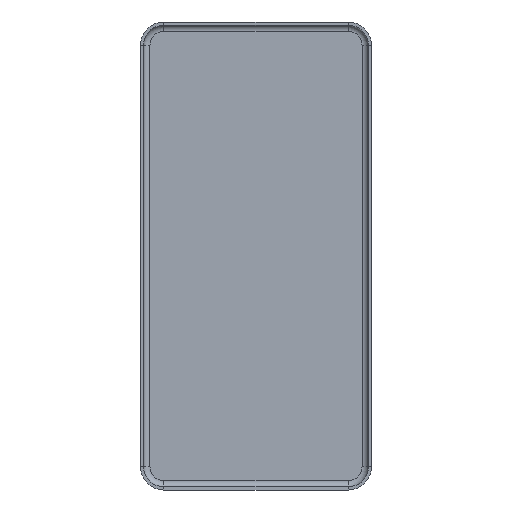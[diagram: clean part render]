
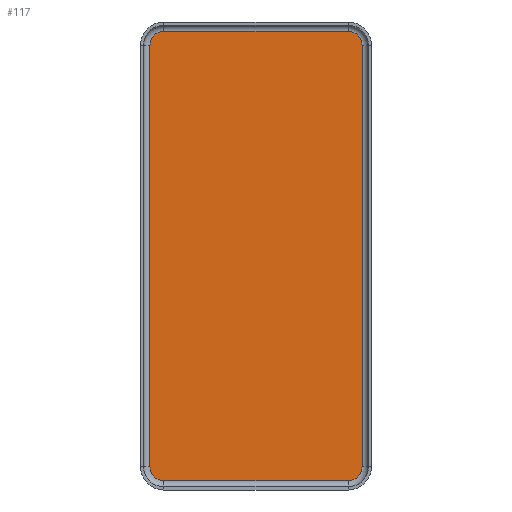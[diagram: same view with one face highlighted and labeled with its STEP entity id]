
A CAD part, front view. The second image highlights one B-rep face of the part: STEP entity #117.
In plain terms, the highlighted planar face has unit normal (0, -1, 0).
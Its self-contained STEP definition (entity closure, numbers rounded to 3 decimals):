
#5 = LINE ( 'NONE', #374, #996 ) ;
#15 = AXIS2_PLACEMENT_3D ( 'NONE', #356, #170, #436 ) ;
#30 = ORIENTED_EDGE ( 'NONE', *, *, #749, .F. ) ;
#46 = EDGE_CURVE ( 'NONE', #1056, #230, #152, .T. ) ;
#54 = CARTESIAN_POINT ( 'NONE',  ( -5.9, -0.2, 14.4 ) ) ;
#61 = DIRECTION ( 'NONE',  ( 0., 0., 1. ) ) ;
#117 = ADVANCED_FACE ( 'NONE', ( #632 ), #732, .T. ) ;
#122 = CARTESIAN_POINT ( 'NONE',  ( 6.8, -0.2, 13.5 ) ) ;
#129 = VECTOR ( 'NONE', #974, 1000. ) ;
#152 = LINE ( 'NONE', #54, #388 ) ;
#170 = DIRECTION ( 'NONE',  ( 0., -1., 0. ) ) ;
#193 = ORIENTED_EDGE ( 'NONE', *, *, #642, .F. ) ;
#212 = CARTESIAN_POINT ( 'NONE',  ( 5.9, -0.2, -14.4 ) ) ;
#230 = VERTEX_POINT ( 'NONE', #796 ) ;
#236 = CARTESIAN_POINT ( 'NONE',  ( 6.8, -0.2, -13.5 ) ) ;
#248 = AXIS2_PLACEMENT_3D ( 'NONE', #1027, #620, #61 ) ;
#251 = LINE ( 'NONE', #615, #129 ) ;
#253 = DIRECTION ( 'NONE',  ( 1., 0., 0. ) ) ;
#270 = CARTESIAN_POINT ( 'NONE',  ( 5.9, -0.2, 13.5 ) ) ;
#284 = CIRCLE ( 'NONE', #248, 0.9 ) ;
#287 = CARTESIAN_POINT ( 'NONE',  ( -6.8, -0.2, -13.5 ) ) ;
#298 = LINE ( 'NONE', #572, #1087 ) ;
#338 = DIRECTION ( 'NONE',  ( 0., 1., 0. ) ) ;
#342 = CARTESIAN_POINT ( 'NONE',  ( -5.9, -0.2, 14.4 ) ) ;
#346 = VERTEX_POINT ( 'NONE', #122 ) ;
#356 = CARTESIAN_POINT ( 'NONE',  ( 5.9, -0.2, 13.5 ) ) ;
#374 = CARTESIAN_POINT ( 'NONE',  ( 5.9, -0.2, -14.4 ) ) ;
#377 = VERTEX_POINT ( 'NONE', #512 ) ;
#388 = VECTOR ( 'NONE', #253, 1000. ) ;
#393 = AXIS2_PLACEMENT_3D ( 'NONE', #270, #424, #810 ) ;
#411 = ORIENTED_EDGE ( 'NONE', *, *, #963, .F. ) ;
#414 = CIRCLE ( 'NONE', #1137, 0.9 ) ;
#420 = CARTESIAN_POINT ( 'NONE',  ( -6.8, -0.2, 13.5 ) ) ;
#424 = DIRECTION ( 'NONE',  ( 0., 1., 0. ) ) ;
#436 = DIRECTION ( 'NONE',  ( 0., 0., -1. ) ) ;
#443 = ORIENTED_EDGE ( 'NONE', *, *, #888, .F. ) ;
#476 = VERTEX_POINT ( 'NONE', #420 ) ;
#512 = CARTESIAN_POINT ( 'NONE',  ( -5.9, -0.2, -14.4 ) ) ;
#538 = CIRCLE ( 'NONE', #1107, 0.9 ) ;
#558 = EDGE_CURVE ( 'NONE', #476, #1056, #538, .T. ) ;
#560 = EDGE_LOOP ( 'NONE', ( #411, #647, #934, #193, #443, #30, #637, #1161 ) ) ;
#572 = CARTESIAN_POINT ( 'NONE',  ( -6.8, -0.2, -13.5 ) ) ;
#615 = CARTESIAN_POINT ( 'NONE',  ( 6.8, -0.2, 13.5 ) ) ;
#620 = DIRECTION ( 'NONE',  ( 0., 1., 0. ) ) ;
#632 = FACE_OUTER_BOUND ( 'NONE', #560, .T. ) ;
#637 = ORIENTED_EDGE ( 'NONE', *, *, #930, .F. ) ;
#642 = EDGE_CURVE ( 'NONE', #657, #476, #298, .T. ) ;
#647 = ORIENTED_EDGE ( 'NONE', *, *, #46, .F. ) ;
#648 = DIRECTION ( 'NONE',  ( -1., 0., 0. ) ) ;
#657 = VERTEX_POINT ( 'NONE', #287 ) ;
#689 = DIRECTION ( 'NONE',  ( 0., 0., 1. ) ) ;
#707 = DIRECTION ( 'NONE',  ( 0., 0., 1. ) ) ;
#723 = VERTEX_POINT ( 'NONE', #212 ) ;
#732 = PLANE ( 'NONE',  #15 ) ;
#749 = EDGE_CURVE ( 'NONE', #723, #377, #5, .T. ) ;
#764 = DIRECTION ( 'NONE',  ( 0., 1., 0. ) ) ;
#796 = CARTESIAN_POINT ( 'NONE',  ( 5.9, -0.2, 14.4 ) ) ;
#810 = DIRECTION ( 'NONE',  ( 0., 0., 1. ) ) ;
#852 = CARTESIAN_POINT ( 'NONE',  ( -5.9, -0.2, -13.5 ) ) ;
#888 = EDGE_CURVE ( 'NONE', #377, #657, #414, .T. ) ;
#891 = VERTEX_POINT ( 'NONE', #236 ) ;
#930 = EDGE_CURVE ( 'NONE', #891, #723, #284, .T. ) ;
#932 = DIRECTION ( 'NONE',  ( 0., 0., 1. ) ) ;
#934 = ORIENTED_EDGE ( 'NONE', *, *, #558, .F. ) ;
#963 = EDGE_CURVE ( 'NONE', #230, #346, #1156, .T. ) ;
#974 = DIRECTION ( 'NONE',  ( 0., 0., -1. ) ) ;
#996 = VECTOR ( 'NONE', #648, 1000. ) ;
#1027 = CARTESIAN_POINT ( 'NONE',  ( 5.9, -0.2, -13.5 ) ) ;
#1056 = VERTEX_POINT ( 'NONE', #342 ) ;
#1062 = EDGE_CURVE ( 'NONE', #346, #891, #251, .T. ) ;
#1087 = VECTOR ( 'NONE', #932, 1000. ) ;
#1107 = AXIS2_PLACEMENT_3D ( 'NONE', #1159, #338, #707 ) ;
#1137 = AXIS2_PLACEMENT_3D ( 'NONE', #852, #764, #689 ) ;
#1156 = CIRCLE ( 'NONE', #393, 0.9 ) ;
#1159 = CARTESIAN_POINT ( 'NONE',  ( -5.9, -0.2, 13.5 ) ) ;
#1161 = ORIENTED_EDGE ( 'NONE', *, *, #1062, .F. ) ;
